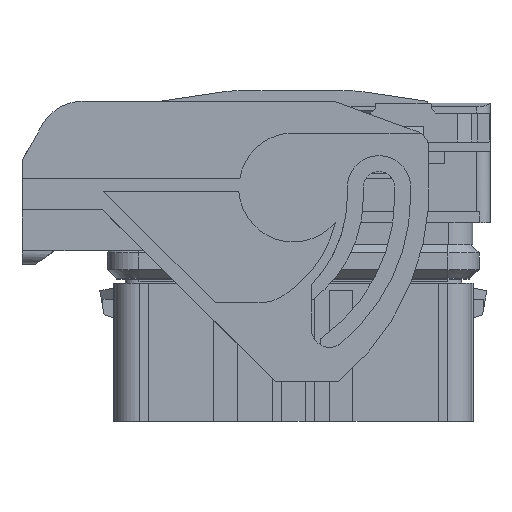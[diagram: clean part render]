
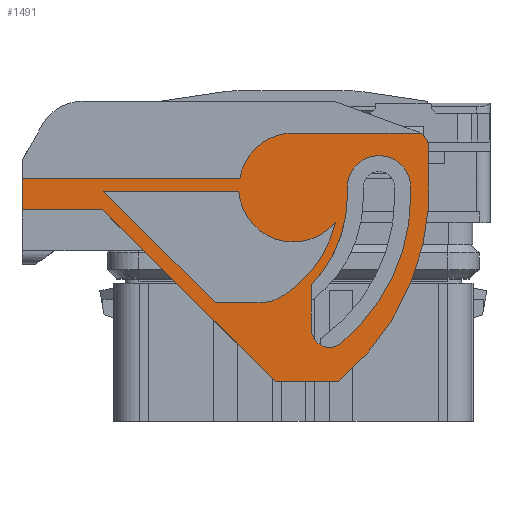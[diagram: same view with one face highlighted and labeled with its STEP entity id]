
A CAD part, front view. The second image highlights one B-rep face of the part: STEP entity #1491.
In plain terms, the highlighted planar face has unit normal (0, -1, 0).
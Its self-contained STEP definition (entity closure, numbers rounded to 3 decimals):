
#250=FACE_BOUND('',#4485,.T.);
#251=FACE_BOUND('',#4486,.T.);
#252=FACE_BOUND('',#4487,.T.);
#482=CIRCLE('',#21525,6.);
#483=CIRCLE('',#21528,2.);
#486=CIRCLE('',#21532,3.5);
#505=CIRCLE('',#21589,6.05);
#508=CIRCLE('',#21598,28.);
#511=CIRCLE('',#21602,20.975);
#512=CIRCLE('',#21604,13.975);
#516=CIRCLE('',#21609,12.975);
#518=CIRCLE('',#21614,5.);
#519=CIRCLE('',#21615,2.);
#1491=ADVANCED_FACE('',(#250,#251,#252),#2420,.T.);
#2420=PLANE('',#21616);
#4485=EDGE_LOOP('',(#9780,#9781,#9782,#9783,#9784,#9785,#9786,#9787,#9788,
#9789));
#4486=EDGE_LOOP('',(#9790,#9791,#9792,#9793,#9794,#9795));
#4487=EDGE_LOOP('',(#9796,#9797,#9798,#9799,#9800,#9801,#9802));
#9780=ORIENTED_EDGE('',*,*,#14985,.T.);
#9781=ORIENTED_EDGE('',*,*,#14986,.T.);
#9782=ORIENTED_EDGE('',*,*,#14966,.T.);
#9783=ORIENTED_EDGE('',*,*,#14856,.T.);
#9784=ORIENTED_EDGE('',*,*,#14824,.T.);
#9785=ORIENTED_EDGE('',*,*,#14822,.T.);
#9786=ORIENTED_EDGE('',*,*,#14820,.T.);
#9787=ORIENTED_EDGE('',*,*,#14819,.F.);
#9788=ORIENTED_EDGE('',*,*,#14987,.T.);
#9789=ORIENTED_EDGE('',*,*,#14816,.T.);
#9790=ORIENTED_EDGE('',*,*,#14979,.F.);
#9791=ORIENTED_EDGE('',*,*,#14988,.F.);
#9792=ORIENTED_EDGE('',*,*,#14989,.T.);
#9793=ORIENTED_EDGE('',*,*,#14980,.T.);
#9794=ORIENTED_EDGE('',*,*,#14954,.T.);
#9795=ORIENTED_EDGE('',*,*,#14951,.T.);
#9796=ORIENTED_EDGE('',*,*,#14990,.F.);
#9797=ORIENTED_EDGE('',*,*,#14972,.F.);
#9798=ORIENTED_EDGE('',*,*,#14839,.F.);
#9799=ORIENTED_EDGE('',*,*,#14829,.F.);
#9800=ORIENTED_EDGE('',*,*,#14836,.F.);
#9801=ORIENTED_EDGE('',*,*,#14971,.F.);
#9802=ORIENTED_EDGE('',*,*,#14991,.F.);
#12052=VERTEX_POINT('',#32515);
#12055=VERTEX_POINT('',#32520);
#12056=VERTEX_POINT('',#32524);
#12057=VERTEX_POINT('',#32526);
#12058=VERTEX_POINT('',#32530);
#12059=VERTEX_POINT('',#32534);
#12060=VERTEX_POINT('',#32538);
#12064=VERTEX_POINT('',#32547);
#12065=VERTEX_POINT('',#32549);
#12069=VERTEX_POINT('',#32561);
#12071=VERTEX_POINT('',#32566);
#12084=VERTEX_POINT('',#32602);
#12153=VERTEX_POINT('',#32790);
#12156=VERTEX_POINT('',#32795);
#12158=VERTEX_POINT('',#32800);
#12165=VERTEX_POINT('',#32826);
#12168=VERTEX_POINT('',#32834);
#12169=VERTEX_POINT('',#32838);
#12174=VERTEX_POINT('',#32850);
#12175=VERTEX_POINT('',#32854);
#12178=VERTEX_POINT('',#32864);
#12179=VERTEX_POINT('',#32868);
#12180=VERTEX_POINT('',#32871);
#14816=EDGE_CURVE('',#12052,#12055,#17563,.T.);
#14819=EDGE_CURVE('',#12057,#12056,#17566,.T.);
#14820=EDGE_CURVE('',#12058,#12056,#482,.T.);
#14822=EDGE_CURVE('',#12059,#12058,#17568,.T.);
#14824=EDGE_CURVE('',#12060,#12059,#483,.T.);
#14829=EDGE_CURVE('',#12064,#12065,#486,.T.);
#14836=EDGE_CURVE('',#12069,#12064,#17578,.T.);
#14839=EDGE_CURVE('',#12065,#12071,#17581,.T.);
#14856=EDGE_CURVE('',#12084,#12060,#17596,.T.);
#14951=EDGE_CURVE('',#12153,#12156,#505,.T.);
#14954=EDGE_CURVE('',#12158,#12153,#17673,.T.);
#14966=EDGE_CURVE('',#12165,#12084,#508,.T.);
#14971=EDGE_CURVE('',#12168,#12069,#511,.T.);
#14972=EDGE_CURVE('',#12071,#12169,#512,.T.);
#14979=EDGE_CURVE('',#12174,#12156,#516,.T.);
#14980=EDGE_CURVE('',#12175,#12158,#17688,.T.);
#14985=EDGE_CURVE('',#12055,#12178,#17692,.T.);
#14986=EDGE_CURVE('',#12178,#12165,#17693,.T.);
#14987=EDGE_CURVE('',#12057,#12052,#17694,.T.);
#14988=EDGE_CURVE('',#12179,#12174,#518,.T.);
#14989=EDGE_CURVE('',#12179,#12175,#17695,.T.);
#14990=EDGE_CURVE('',#12169,#12180,#17696,.T.);
#14991=EDGE_CURVE('',#12180,#12168,#519,.T.);
#17563=LINE('',#32521,#20226);
#17566=LINE('',#32527,#20229);
#17568=LINE('',#32533,#20231);
#17578=LINE('',#32562,#20241);
#17581=LINE('',#32568,#20244);
#17596=LINE('',#32601,#20259);
#17673=LINE('',#32802,#20336);
#17688=LINE('',#32853,#20351);
#17692=LINE('',#32863,#20355);
#17693=LINE('',#32865,#20356);
#17694=LINE('',#32866,#20357);
#17695=LINE('',#32869,#20358);
#17696=LINE('',#32870,#20359);
#20226=VECTOR('',#26156,1.);
#20229=VECTOR('',#26161,1.);
#20231=VECTOR('',#26169,1.);
#20241=VECTOR('',#26195,1.);
#20244=VECTOR('',#26200,1.);
#20259=VECTOR('',#26227,1.);
#20336=VECTOR('',#26402,1.);
#20351=VECTOR('',#26457,1.);
#20355=VECTOR('',#26467,1.);
#20356=VECTOR('',#26468,1.);
#20357=VECTOR('',#26469,1.);
#20358=VECTOR('',#26472,1.);
#20359=VECTOR('',#26473,1.);
#21525=AXIS2_PLACEMENT_3D('',#32529,#26164,#26165);
#21528=AXIS2_PLACEMENT_3D('',#32537,#26173,#26174);
#21532=AXIS2_PLACEMENT_3D('',#32548,#26183,#26184);
#21589=AXIS2_PLACEMENT_3D('',#32796,#26396,#26397);
#21598=AXIS2_PLACEMENT_3D('',#32825,#26426,#26427);
#21602=AXIS2_PLACEMENT_3D('',#32835,#26436,#26437);
#21604=AXIS2_PLACEMENT_3D('',#32837,#26440,#26441);
#21609=AXIS2_PLACEMENT_3D('',#32851,#26453,#26454);
#21614=AXIS2_PLACEMENT_3D('',#32867,#26470,#26471);
#21615=AXIS2_PLACEMENT_3D('',#32872,#26474,#26475);
#21616=AXIS2_PLACEMENT_3D('',#32873,#26476,#26477);
#26156=DIRECTION('',(1.,0.,0.));
#26161=DIRECTION('',(1.,0.,0.));
#26164=DIRECTION('',(0.,-1.,0.));
#26165=DIRECTION('',(0.,0.,-1.));
#26169=DIRECTION('',(-1.,0.,0.));
#26173=DIRECTION('',(0.,-1.,0.));
#26174=DIRECTION('',(0.,0.,-1.));
#26183=DIRECTION('',(0.,-1.,0.));
#26184=DIRECTION('',(0.,0.,-1.));
#26195=DIRECTION('',(0.,0.,1.));
#26200=DIRECTION('',(0.,0.,-1.));
#26227=DIRECTION('',(0.,0.,1.));
#26396=DIRECTION('',(0.,-1.,0.));
#26397=DIRECTION('',(0.,0.,-1.));
#26402=DIRECTION('',(1.,0.,0.));
#26426=DIRECTION('',(0.,-1.,0.));
#26427=DIRECTION('',(0.,0.,-1.));
#26436=DIRECTION('',(0.,-1.,0.));
#26437=DIRECTION('',(0.,0.,-1.));
#26440=DIRECTION('',(0.,1.,0.));
#26441=DIRECTION('',(0.,0.,-1.));
#26453=DIRECTION('',(0.,-1.,0.));
#26454=DIRECTION('',(0.,0.,-1.));
#26457=DIRECTION('',(-0.709,0.,0.705));
#26467=DIRECTION('',(0.709,0.,-0.705));
#26468=DIRECTION('',(1.,0.,0.));
#26469=DIRECTION('',(0.,0.,-1.));
#26470=DIRECTION('',(0.,-1.,0.));
#26471=DIRECTION('',(0.,0.,-1.));
#26472=DIRECTION('',(-1.,0.,0.));
#26473=DIRECTION('',(0.,0.,-1.));
#26474=DIRECTION('',(0.,-1.,0.));
#26475=DIRECTION('',(0.,0.,-1.));
#26476=DIRECTION('',(0.,-1.,0.));
#26477=DIRECTION('',(-1.,0.,0.));
#32515=CARTESIAN_POINT('',(-30.,-17.2,23.4));
#32520=CARTESIAN_POINT('',(-21.087,-17.2,23.4));
#32521=CARTESIAN_POINT('',(-20.7,-17.2,23.4));
#32524=CARTESIAN_POINT('',(-5.916,-17.2,26.9));
#32526=CARTESIAN_POINT('',(-30.,-17.2,26.9));
#32527=CARTESIAN_POINT('',(18.9,-17.2,26.9));
#32529=CARTESIAN_POINT('',(0.,-17.2,25.9));
#32530=CARTESIAN_POINT('',(0.,-17.2,31.9));
#32533=CARTESIAN_POINT('',(-1.403,-17.2,31.9));
#32534=CARTESIAN_POINT('',(14.035,-17.2,31.9));
#32537=CARTESIAN_POINT('',(13.,-17.2,30.188));
#32538=CARTESIAN_POINT('',(15.,-17.2,30.188));
#32547=CARTESIAN_POINT('',(12.975,-17.2,25.9));
#32548=CARTESIAN_POINT('',(9.475,-17.2,25.9));
#32549=CARTESIAN_POINT('',(5.975,-17.2,25.9));
#32561=CARTESIAN_POINT('',(12.975,-17.2,24.9));
#32562=CARTESIAN_POINT('',(12.975,-17.2,26.));
#32566=CARTESIAN_POINT('',(5.975,-17.2,24.9));
#32568=CARTESIAN_POINT('',(5.975,-17.2,24.8));
#32601=CARTESIAN_POINT('',(15.,-17.2,30.794));
#32602=CARTESIAN_POINT('',(15.,-17.2,24.029));
#32790=CARTESIAN_POINT('',(-6.029,-17.2,25.4));
#32795=CARTESIAN_POINT('',(4.655,-17.2,22.035));
#32796=CARTESIAN_POINT('',(0.,-17.2,25.9));
#32800=CARTESIAN_POINT('',(-20.97,-17.2,25.4));
#32802=CARTESIAN_POINT('',(18.9,-17.2,25.4));
#32825=CARTESIAN_POINT('',(-12.937,-17.2,25.9));
#32826=CARTESIAN_POINT('',(5.,-17.2,4.4));
#32834=CARTESIAN_POINT('',(5.265,-17.2,8.652));
#32835=CARTESIAN_POINT('',(-8.,-17.2,24.9));
#32837=CARTESIAN_POINT('',(-8.,-17.2,24.9));
#32838=CARTESIAN_POINT('',(2.,-17.2,15.138));
#32850=CARTESIAN_POINT('',(-1.155,-17.2,13.877));
#32851=CARTESIAN_POINT('',(-8.,-17.2,24.9));
#32853=CARTESIAN_POINT('',(-5.269,-17.2,9.77));
#32854=CARTESIAN_POINT('',(-8.639,-17.2,13.125));
#32863=CARTESIAN_POINT('',(-1.086,-17.2,3.49));
#32864=CARTESIAN_POINT('',(-2.,-17.2,4.4));
#32865=CARTESIAN_POINT('',(-1.264,-17.2,4.4));
#32866=CARTESIAN_POINT('',(-30.,-17.2,34.05));
#32867=CARTESIAN_POINT('',(-3.793,-17.2,18.125));
#32868=CARTESIAN_POINT('',(-3.793,-17.2,13.125));
#32869=CARTESIAN_POINT('',(18.9,-17.2,13.125));
#32870=CARTESIAN_POINT('',(2.,-17.2,15.631));
#32871=CARTESIAN_POINT('',(2.,-17.2,10.201));
#32872=CARTESIAN_POINT('',(4.,-17.2,10.201));
#32873=CARTESIAN_POINT('',(18.9,-17.2,34.05));
